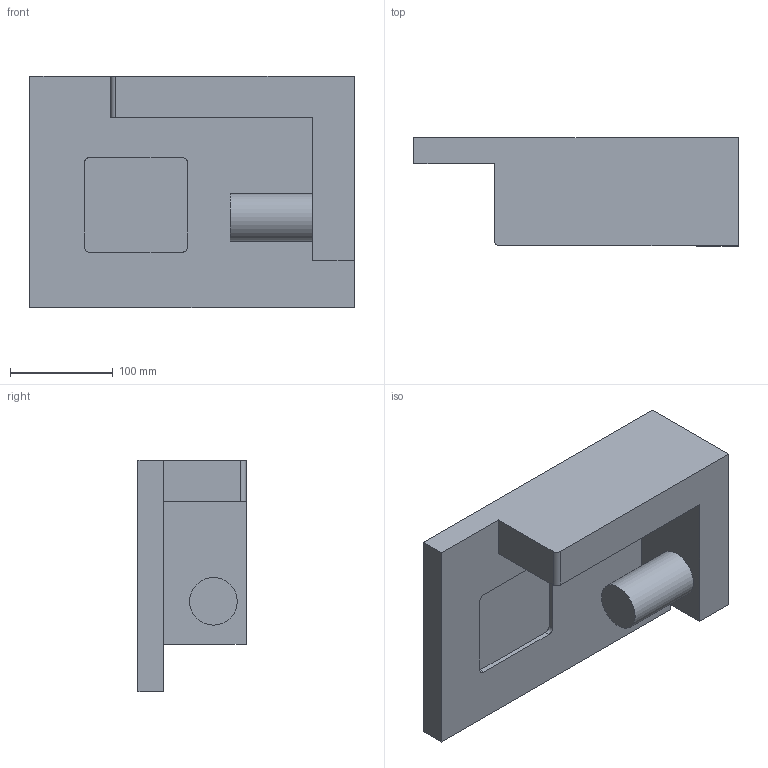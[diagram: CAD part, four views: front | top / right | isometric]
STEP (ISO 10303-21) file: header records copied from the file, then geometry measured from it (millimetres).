
FILE_DESCRIPTION(/* description */ (''),/* implementation_level */ '2;1');
FILE_NAME(/* name */ 'part_parametric.stp',/* time_stamp */ '2017-11-23T15:24:29+01:00',/* author */ (''),/* organization */ (''),/* preprocessor_version */ 'ST-DEVELOPER v15',/* originating_system */ 'SIEMENS PLM Software NX 9.0',/* authorisation */ '');
FILE_SCHEMA (('AUTOMOTIVE_DESIGN { 1 0 10303 214 3 1 1 1 }'));
Length unit declared in the file: millimetre
Products named in the file (1): part_parametric
Bounding box: 315 x 105 x 225 mm (x, y, z)
Volume: 3063600.8 mm3; surface area: 248641.9 mm2
Topology: 1 solids, 1 shells, 23 faces, 72 edges, 68 vertices
Faces by surface type: plane 17, cylinder 6
Full cylindrical faces by diameter (mm): 46.257 x1
Entity records: 858 total; most frequent: CARTESIAN_POINT 135, DIRECTION 134, ORIENTED_EDGE 112, LINE 58, VECTOR 58, EDGE_CURVE 56, VERTEX_POINT 38, AXIS2_PLACEMENT_3D 38
